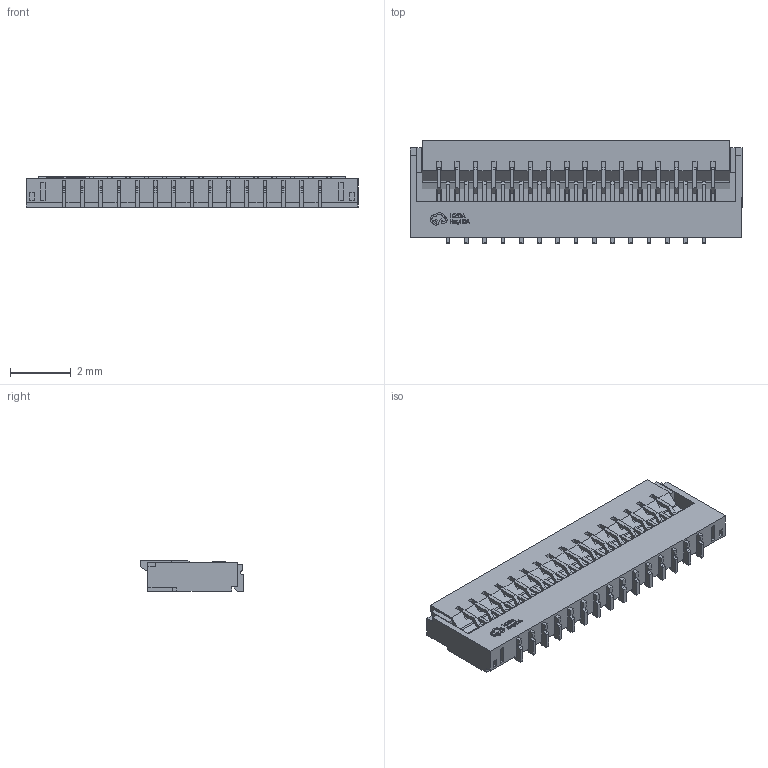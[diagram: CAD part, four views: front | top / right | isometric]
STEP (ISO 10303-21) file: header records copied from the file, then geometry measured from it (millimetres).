
FILE_DESCRIPTION (( 'STEP AP214' ), '1' );
FILE_NAME ('FPC-SMD_P0.30-31P_FGS-XJ-H1.0.step', '2022-07-06T15:54:48', ( '' ), ( '' ), 'SwSTEP 2.0', 'SolidWorks 2020', '' );
FILE_SCHEMA (( 'AUTOMOTIVE_DESIGN' ));
Length unit declared in the file: millimetre
Products named in the file (1): FPC-SMD_P0.30-31P_FGS-XJ-H1.0
Bounding box: 10.9 x 3.4 x 1 mm (x, y, z)
Volume: 21.5 mm3; surface area: 289.7 mm2
Topology: 33 solids, 33 shells, 1633 faces, 4703 edges, 3134 vertices
Faces by surface type: plane 1316, cylinder 171, bspline 146
Entity records: 72356 total; most frequent: CARTESIAN_POINT 13097, ORIENTED_EDGE 9406, DIRECTION 7725, EDGE_CURVE 4703, LINE 4065, VECTOR 4065, VERTEX_POINT 3134, AXIS2_PLACEMENT_3D 1830
